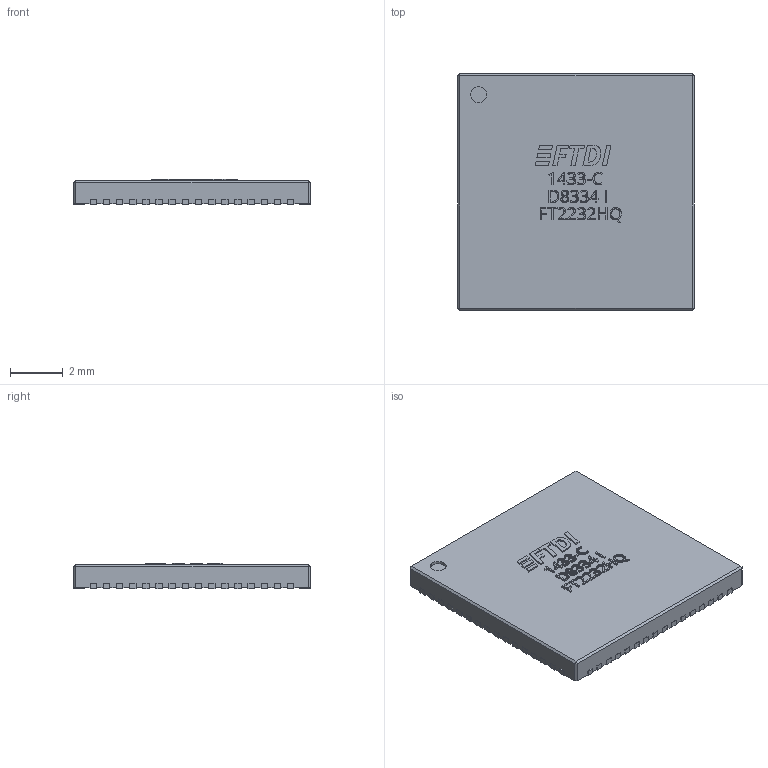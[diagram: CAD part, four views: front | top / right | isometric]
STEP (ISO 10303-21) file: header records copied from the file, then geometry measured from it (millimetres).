
FILE_DESCRIPTION(('FreeCAD Model'),'2;1');
FILE_NAME( 'FTDI-QFN-64.step', '2016-07-22T12:20:06',(''),(''),'Open CASCADE STEP processor 6.8', 'FreeCAD','Unknown');
FILE_SCHEMA(('AUTOMOTIVE_DESIGN_CC2 { 1 2 10303 214 -1 1 5 4 }'));
Length unit declared in the file: inch
Products named in the file (2): ASSEMBLY; FTDI-QFN-64
Assembly tree (1 placements, depth 2):
  ASSEMBLY
    FTDI-QFN-64
Bounding box: 9.04 x 9.04 x 0.95 mm (x, y, z)
Volume: 71.4 mm3; surface area: 197.5 mm2
Topology: 1 solids, 1 shells, 849 faces, 2424 edges, 1612 vertices
Faces by surface type: plane 553, extrusion 231, cylinder 65
Full cylindrical faces by diameter (mm): 0.6 x1
Entity records: 64796 total; most frequent: CARTESIAN_POINT 13267, DIRECTION 7212, VECTOR 5679, LINE 5448, ORIENTED_EDGE 4848, PCURVE 4848, DEFINITIONAL_REPRESENTATION 4848, EDGE_CURVE 2424
